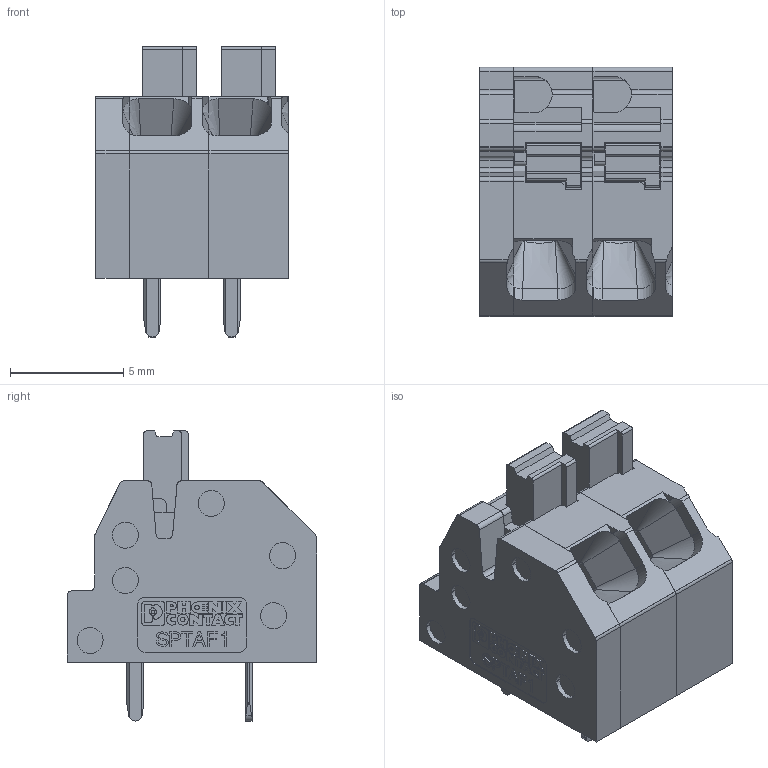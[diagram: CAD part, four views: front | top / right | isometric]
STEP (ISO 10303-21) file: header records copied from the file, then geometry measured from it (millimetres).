
FILE_DESCRIPTION(('STEP AP242'),'1');
FILE_NAME('1862042.stp','2025-10-04T23:39:57',('TraceParts'),('TraceParts S.A.S.'),'Spatial InterOp 3D',' ',' ');
FILE_SCHEMA(('AP242_MANAGED_MODEL_BASED_3D_ENGINEERING_MIM_LF {1 0 10303 442 1 1 4}'));
Length unit declared in the file: millimetre
Products named in the file (1): 2025_03_18_09_54_07_0368|NULL#2025_03_18_09_54_07_0697;2025_03_18_09_54_07_0572
Bounding box: 8.5 x 11 x 12.8 mm (x, y, z)
Volume: 587.9 mm3; surface area: 1410.4 mm2
Topology: 7 solids, 7 shells, 1068 faces, 2958 edges, 1936 vertices
Faces by surface type: plane 637, cylinder 366, bspline 43, sphere 14, cone 4, torus 4
Entity records: 62664 total; most frequent: CARTESIAN_POINT 13158, ORIENTED_EDGE 5880, DIRECTION 5323, STYLED_ITEM 3839, PRESENTATION_STYLE_ASSIGNMENT 3839, COLOUR_RGB 3839, EDGE_CURVE 2940, CURVE_STYLE 2764
